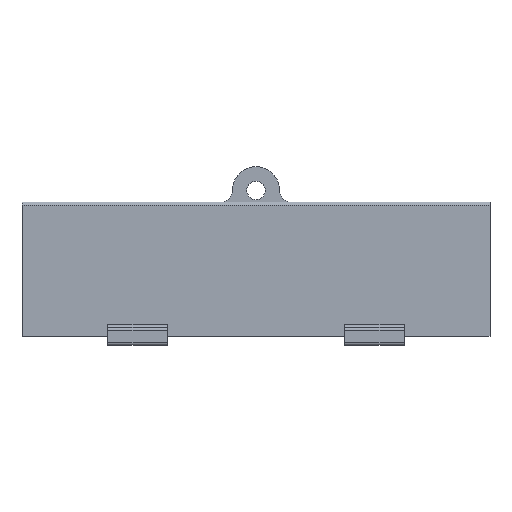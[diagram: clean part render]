
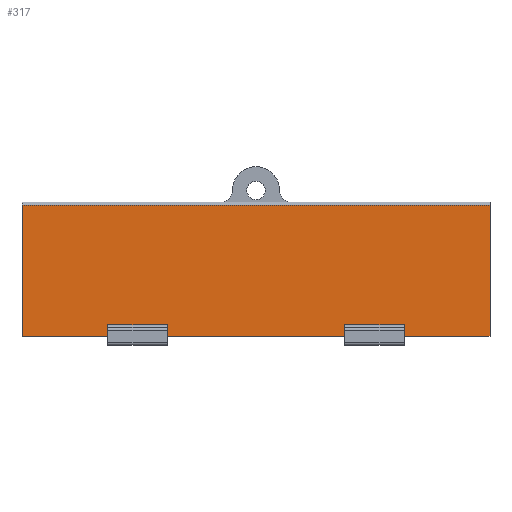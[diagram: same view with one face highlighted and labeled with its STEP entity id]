
A CAD part, top view. The second image highlights one B-rep face of the part: STEP entity #317.
In plain terms, the highlighted planar face has unit normal (0, 0, 1).
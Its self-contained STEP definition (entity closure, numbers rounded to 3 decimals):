
#93 = EDGE_CURVE('',#94,#96,#98,.T.);
#94 = VERTEX_POINT('',#95);
#95 = CARTESIAN_POINT('',(39.5,25.65,1.8));
#96 = VERTEX_POINT('',#97);
#97 = CARTESIAN_POINT('',(39.5,47.8,1.8));
#98 = LINE('',#99,#100);
#99 = CARTESIAN_POINT('',(39.5,25.65,1.8));
#100 = VECTOR('',#101,1.);
#101 = DIRECTION('',(0.,1.,0.));
#135 = VERTEX_POINT('',#136);
#136 = CARTESIAN_POINT('',(-39.5,47.8,1.8));
#142 = EDGE_CURVE('',#96,#135,#143,.T.);
#143 = LINE('',#144,#145);
#144 = CARTESIAN_POINT('',(39.5,47.8,1.8));
#145 = VECTOR('',#146,1.);
#146 = DIRECTION('',(-1.,-0.,-0.));
#220 = VERTEX_POINT('',#221);
#221 = CARTESIAN_POINT('',(-39.5,25.65,1.8));
#227 = EDGE_CURVE('',#220,#135,#228,.T.);
#228 = LINE('',#229,#230);
#229 = CARTESIAN_POINT('',(-39.5,36.975,1.8));
#230 = VECTOR('',#231,1.);
#231 = DIRECTION('',(0.,1.,0.));
#317 = ADVANCED_FACE('',(#318),#393,.F.);
#318 = FACE_BOUND('',#319,.F.);
#319 = EDGE_LOOP('',(#320,#321,#322,#323,#331,#339,#347,#355,#363,#371,
    #379,#387));
#320 = ORIENTED_EDGE('',*,*,#227,.T.);
#321 = ORIENTED_EDGE('',*,*,#142,.F.);
#322 = ORIENTED_EDGE('',*,*,#93,.F.);
#323 = ORIENTED_EDGE('',*,*,#324,.T.);
#324 = EDGE_CURVE('',#94,#325,#327,.T.);
#325 = VERTEX_POINT('',#326);
#326 = CARTESIAN_POINT('',(25.,25.65,1.8));
#327 = LINE('',#328,#329);
#328 = CARTESIAN_POINT('',(39.5,25.65,1.8));
#329 = VECTOR('',#330,1.);
#330 = DIRECTION('',(-1.,-0.,-0.));
#331 = ORIENTED_EDGE('',*,*,#332,.T.);
#332 = EDGE_CURVE('',#325,#333,#335,.T.);
#333 = VERTEX_POINT('',#334);
#334 = CARTESIAN_POINT('',(25.,27.6,1.8));
#335 = LINE('',#336,#337);
#336 = CARTESIAN_POINT('',(25.,25.65,1.8));
#337 = VECTOR('',#338,1.);
#338 = DIRECTION('',(0.,1.,0.));
#339 = ORIENTED_EDGE('',*,*,#340,.T.);
#340 = EDGE_CURVE('',#333,#341,#343,.T.);
#341 = VERTEX_POINT('',#342);
#342 = CARTESIAN_POINT('',(15.,27.6,1.8));
#343 = LINE('',#344,#345);
#344 = CARTESIAN_POINT('',(25.,27.6,1.8));
#345 = VECTOR('',#346,1.);
#346 = DIRECTION('',(-1.,0.,0.));
#347 = ORIENTED_EDGE('',*,*,#348,.T.);
#348 = EDGE_CURVE('',#341,#349,#351,.T.);
#349 = VERTEX_POINT('',#350);
#350 = CARTESIAN_POINT('',(15.,25.65,1.8));
#351 = LINE('',#352,#353);
#352 = CARTESIAN_POINT('',(15.,27.15,1.8));
#353 = VECTOR('',#354,1.);
#354 = DIRECTION('',(0.,-1.,0.));
#355 = ORIENTED_EDGE('',*,*,#356,.T.);
#356 = EDGE_CURVE('',#349,#357,#359,.T.);
#357 = VERTEX_POINT('',#358);
#358 = CARTESIAN_POINT('',(-15.,25.65,1.8));
#359 = LINE('',#360,#361);
#360 = CARTESIAN_POINT('',(39.5,25.65,1.8));
#361 = VECTOR('',#362,1.);
#362 = DIRECTION('',(-1.,-0.,-0.));
#363 = ORIENTED_EDGE('',*,*,#364,.T.);
#364 = EDGE_CURVE('',#357,#365,#367,.T.);
#365 = VERTEX_POINT('',#366);
#366 = CARTESIAN_POINT('',(-15.,27.6,1.8));
#367 = LINE('',#368,#369);
#368 = CARTESIAN_POINT('',(-15.,25.65,1.8));
#369 = VECTOR('',#370,1.);
#370 = DIRECTION('',(0.,1.,0.));
#371 = ORIENTED_EDGE('',*,*,#372,.T.);
#372 = EDGE_CURVE('',#365,#373,#375,.T.);
#373 = VERTEX_POINT('',#374);
#374 = CARTESIAN_POINT('',(-25.,27.6,1.8));
#375 = LINE('',#376,#377);
#376 = CARTESIAN_POINT('',(-15.,27.6,1.8));
#377 = VECTOR('',#378,1.);
#378 = DIRECTION('',(-1.,0.,0.));
#379 = ORIENTED_EDGE('',*,*,#380,.T.);
#380 = EDGE_CURVE('',#373,#381,#383,.T.);
#381 = VERTEX_POINT('',#382);
#382 = CARTESIAN_POINT('',(-25.,25.65,1.8));
#383 = LINE('',#384,#385);
#384 = CARTESIAN_POINT('',(-25.,27.15,1.8));
#385 = VECTOR('',#386,1.);
#386 = DIRECTION('',(0.,-1.,0.));
#387 = ORIENTED_EDGE('',*,*,#388,.T.);
#388 = EDGE_CURVE('',#381,#220,#389,.T.);
#389 = LINE('',#390,#391);
#390 = CARTESIAN_POINT('',(39.5,25.65,1.8));
#391 = VECTOR('',#392,1.);
#392 = DIRECTION('',(-1.,-0.,-0.));
#393 = PLANE('',#394);
#394 = AXIS2_PLACEMENT_3D('',#395,#396,#397);
#395 = CARTESIAN_POINT('',(39.5,25.65,1.8));
#396 = DIRECTION('',(0.,0.,-1.));
#397 = DIRECTION('',(0.,1.,0.));
